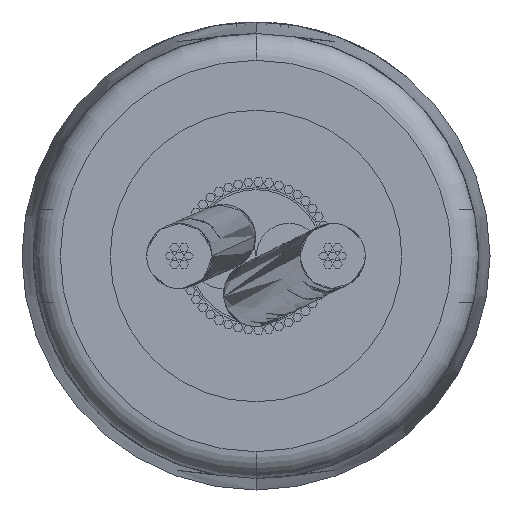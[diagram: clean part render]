
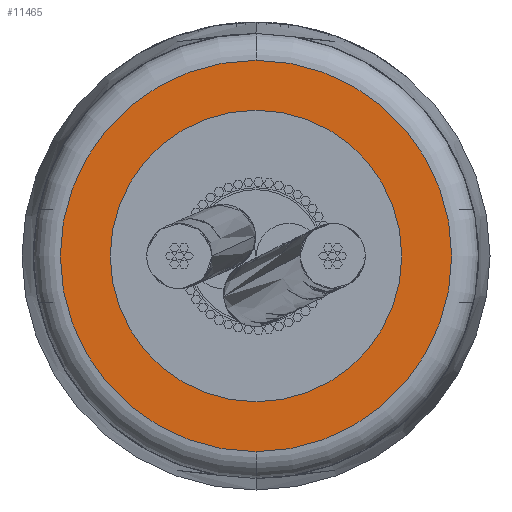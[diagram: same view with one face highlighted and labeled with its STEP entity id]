
A CAD part, front view. The second image highlights one B-rep face of the part: STEP entity #11465.
In plain terms, the highlighted planar face has unit normal (0, -1, 0).
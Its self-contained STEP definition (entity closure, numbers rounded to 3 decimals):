
#152 = CIRCLE ( 'NONE', #3183, 2.55 ) ;
#207 = AXIS2_PLACEMENT_3D ( 'NONE', #16938, #2176, #7585 ) ;
#965 = CARTESIAN_POINT ( 'NONE',  ( 0., -9.4, 0. ) ) ;
#2176 = DIRECTION ( 'NONE',  ( 0., -1., 0. ) ) ;
#3073 = VERTEX_POINT ( 'NONE', #15424 ) ;
#3183 = AXIS2_PLACEMENT_3D ( 'NONE', #965, #10391, #9050 ) ;
#3832 = DIRECTION ( 'NONE',  ( 0., 1., 0. ) ) ;
#4650 = FACE_OUTER_BOUND ( 'NONE', #12503, .T. ) ;
#6721 = PLANE ( 'NONE',  #15255 ) ;
#7585 = DIRECTION ( 'NONE',  ( 0., 0., 1. ) ) ;
#7893 = VERTEX_POINT ( 'NONE', #15585 ) ;
#9050 = DIRECTION ( 'NONE',  ( 0., 0., 1. ) ) ;
#10372 = ORIENTED_EDGE ( 'NONE', *, *, #14266, .T. ) ;
#10391 = DIRECTION ( 'NONE',  ( 0., -1., 0. ) ) ;
#10701 = CARTESIAN_POINT ( 'NONE',  ( 0., -9.4, 0. ) ) ;
#11465 = ADVANCED_FACE ( 'NONE', ( #4650 ), #6721, .F. ) ;
#12503 = EDGE_LOOP ( 'NONE', ( #12524, #10372 ) ) ;
#12524 = ORIENTED_EDGE ( 'NONE', *, *, #12816, .T. ) ;
#12816 = EDGE_CURVE ( 'NONE', #7893, #3073, #12825, .T. ) ;
#12825 = CIRCLE ( 'NONE', #207, 2.55 ) ;
#14266 = EDGE_CURVE ( 'NONE', #3073, #7893, #152, .T. ) ;
#14558 = DIRECTION ( 'NONE',  ( 0., 0., 1. ) ) ;
#15255 = AXIS2_PLACEMENT_3D ( 'NONE', #10701, #3832, #14558 ) ;
#15424 = CARTESIAN_POINT ( 'NONE',  ( 0., -9.4, -2.55 ) ) ;
#15585 = CARTESIAN_POINT ( 'NONE',  ( 0., -9.4, 2.55 ) ) ;
#16938 = CARTESIAN_POINT ( 'NONE',  ( 0., -9.4, 0. ) ) ;
